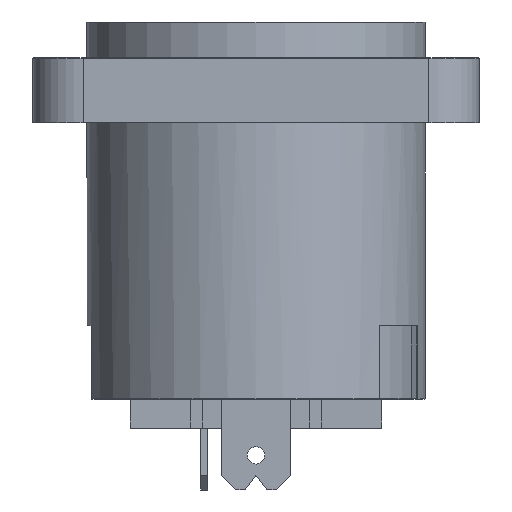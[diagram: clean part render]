
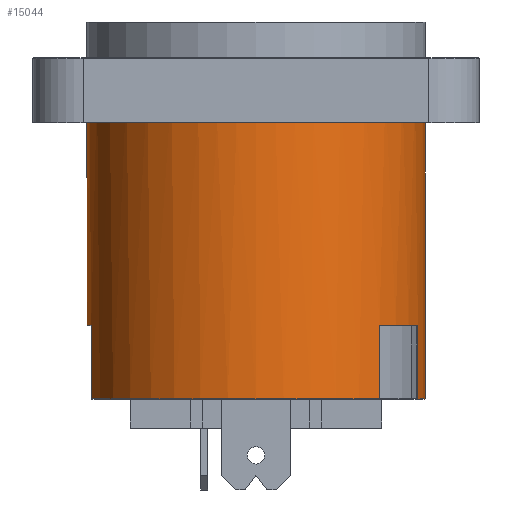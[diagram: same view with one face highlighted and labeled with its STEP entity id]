
A CAD part, left-side view. The second image highlights one B-rep face of the part: STEP entity #15044.
In plain terms, the highlighted cylindrical face has radius 11.75 mm (diameter 23.5 mm), a full revolution.
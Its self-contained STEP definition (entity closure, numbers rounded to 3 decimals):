
#469=CYLINDRICAL_SURFACE('',#16036,11.75);
#597=CIRCLE('',#16006,11.75);
#601=CIRCLE('',#16015,11.75);
#609=CIRCLE('',#16027,11.75);
#613=CIRCLE('',#16033,11.75);
#616=CIRCLE('',#16037,11.75);
#617=CIRCLE('',#16038,11.75);
#618=CIRCLE('',#16039,11.75);
#619=CIRCLE('',#16040,11.75);
#620=CIRCLE('',#16041,11.75);
#621=CIRCLE('',#16042,11.75);
#622=CIRCLE('',#16043,11.75);
#623=CIRCLE('',#16044,11.75);
#887=FACE_OUTER_BOUND('',#1716,.T.);
#1716=EDGE_LOOP('',(#9970,#9971,#9972,#9973,#9974,#9975,#9976,#9977,#9978,
#9979,#9980,#9981,#9982,#9983,#9984,#9985,#9986,#9987,#9988,#9989,#9990,
#9991,#9992,#9993));
#2592=LINE('',#20979,#4357);
#2594=LINE('',#21019,#4359);
#2601=LINE('',#21087,#4366);
#2603=LINE('',#21096,#4368);
#2604=LINE('',#21131,#4369);
#2605=LINE('',#21135,#4370);
#2606=LINE('',#21138,#4371);
#2607=LINE('',#21143,#4372);
#2608=LINE('',#21147,#4373);
#2609=LINE('',#21151,#4374);
#2610=LINE('',#21154,#4375);
#4357=VECTOR('',#17096,10.);
#4359=VECTOR('',#17106,10.);
#4366=VECTOR('',#17153,10.);
#4368=VECTOR('',#17163,10.);
#4369=VECTOR('',#17190,11.75);
#4370=VECTOR('',#17193,10.);
#4371=VECTOR('',#17196,10.);
#4372=VECTOR('',#17201,10.);
#4373=VECTOR('',#17204,10.);
#4374=VECTOR('',#17207,10.);
#4375=VECTOR('',#17210,10.);
#6122=VERTEX_POINT('',#20976);
#6123=VERTEX_POINT('',#20978);
#6125=VERTEX_POINT('',#20997);
#6129=VERTEX_POINT('',#21004);
#6136=VERTEX_POINT('',#21059);
#6138=VERTEX_POINT('',#21065);
#6142=VERTEX_POINT('',#21072);
#6145=VERTEX_POINT('',#21095);
#6148=VERTEX_POINT('',#21121);
#6150=VERTEX_POINT('',#21127);
#6151=VERTEX_POINT('',#21128);
#6152=VERTEX_POINT('',#21130);
#6153=VERTEX_POINT('',#21132);
#6154=VERTEX_POINT('',#21134);
#6155=VERTEX_POINT('',#21136);
#6156=VERTEX_POINT('',#21140);
#6157=VERTEX_POINT('',#21142);
#6158=VERTEX_POINT('',#21144);
#6159=VERTEX_POINT('',#21146);
#6160=VERTEX_POINT('',#21148);
#6161=VERTEX_POINT('',#21150);
#6162=VERTEX_POINT('',#21152);
#7615=EDGE_CURVE('',#6122,#6123,#2592,.T.);
#7622=EDGE_CURVE('',#6129,#6125,#2594,.T.);
#7626=EDGE_CURVE('',#6123,#6129,#597,.T.);
#7636=EDGE_CURVE('',#6125,#6136,#601,.T.);
#7643=EDGE_CURVE('',#6142,#6138,#2601,.T.);
#7647=EDGE_CURVE('',#6136,#6145,#2603,.T.);
#7650=EDGE_CURVE('',#6145,#6142,#609,.T.);
#7654=EDGE_CURVE('',#6138,#6148,#613,.T.);
#7657=EDGE_CURVE('',#6150,#6151,#616,.T.);
#7658=EDGE_CURVE('',#6151,#6152,#2604,.T.);
#7659=EDGE_CURVE('',#6153,#6152,#617,.T.);
#7660=EDGE_CURVE('',#6154,#6153,#2605,.T.);
#7661=EDGE_CURVE('',#6155,#6154,#618,.T.);
#7662=EDGE_CURVE('',#6148,#6155,#2606,.T.);
#7663=EDGE_CURVE('',#6152,#6122,#619,.T.);
#7664=EDGE_CURVE('',#6151,#6156,#620,.T.);
#7665=EDGE_CURVE('',#6156,#6157,#2607,.T.);
#7666=EDGE_CURVE('',#6158,#6157,#621,.T.);
#7667=EDGE_CURVE('',#6159,#6158,#2608,.T.);
#7668=EDGE_CURVE('',#6159,#6160,#622,.T.);
#7669=EDGE_CURVE('',#6160,#6161,#2609,.T.);
#7670=EDGE_CURVE('',#6162,#6161,#623,.T.);
#7671=EDGE_CURVE('',#6150,#6162,#2610,.T.);
#9970=ORIENTED_EDGE('',*,*,#7657,.T.);
#9971=ORIENTED_EDGE('',*,*,#7658,.T.);
#9972=ORIENTED_EDGE('',*,*,#7659,.F.);
#9973=ORIENTED_EDGE('',*,*,#7660,.F.);
#9974=ORIENTED_EDGE('',*,*,#7661,.F.);
#9975=ORIENTED_EDGE('',*,*,#7662,.F.);
#9976=ORIENTED_EDGE('',*,*,#7654,.F.);
#9977=ORIENTED_EDGE('',*,*,#7643,.F.);
#9978=ORIENTED_EDGE('',*,*,#7650,.F.);
#9979=ORIENTED_EDGE('',*,*,#7647,.F.);
#9980=ORIENTED_EDGE('',*,*,#7636,.F.);
#9981=ORIENTED_EDGE('',*,*,#7622,.F.);
#9982=ORIENTED_EDGE('',*,*,#7626,.F.);
#9983=ORIENTED_EDGE('',*,*,#7615,.F.);
#9984=ORIENTED_EDGE('',*,*,#7663,.F.);
#9985=ORIENTED_EDGE('',*,*,#7658,.F.);
#9986=ORIENTED_EDGE('',*,*,#7664,.T.);
#9987=ORIENTED_EDGE('',*,*,#7665,.T.);
#9988=ORIENTED_EDGE('',*,*,#7666,.F.);
#9989=ORIENTED_EDGE('',*,*,#7667,.F.);
#9990=ORIENTED_EDGE('',*,*,#7668,.T.);
#9991=ORIENTED_EDGE('',*,*,#7669,.T.);
#9992=ORIENTED_EDGE('',*,*,#7670,.F.);
#9993=ORIENTED_EDGE('',*,*,#7671,.F.);
#15044=ADVANCED_FACE('',(#887),#469,.T.);
#16006=AXIS2_PLACEMENT_3D('',#21026,#17117,#17118);
#16015=AXIS2_PLACEMENT_3D('',#21060,#17140,#17141);
#16027=AXIS2_PLACEMENT_3D('',#21114,#17168,#17169);
#16033=AXIS2_PLACEMENT_3D('',#21122,#17180,#17181);
#16036=AXIS2_PLACEMENT_3D('',#21126,#17186,#17187);
#16037=AXIS2_PLACEMENT_3D('',#21129,#17188,#17189);
#16038=AXIS2_PLACEMENT_3D('',#21133,#17191,#17192);
#16039=AXIS2_PLACEMENT_3D('',#21137,#17194,#17195);
#16040=AXIS2_PLACEMENT_3D('',#21139,#17197,#17198);
#16041=AXIS2_PLACEMENT_3D('',#21141,#17199,#17200);
#16042=AXIS2_PLACEMENT_3D('',#21145,#17202,#17203);
#16043=AXIS2_PLACEMENT_3D('',#21149,#17205,#17206);
#16044=AXIS2_PLACEMENT_3D('',#21153,#17208,#17209);
#17096=DIRECTION('',(0.,0.,1.));
#17106=DIRECTION('',(0.,0.,-1.));
#17117=DIRECTION('center_axis',(0.,0.,-1.));
#17118=DIRECTION('ref_axis',(0.,1.,0.));
#17140=DIRECTION('center_axis',(0.,0.,-1.));
#17141=DIRECTION('ref_axis',(0.966,0.259,0.));
#17153=DIRECTION('',(0.,0.,-1.));
#17163=DIRECTION('',(0.,0.,1.));
#17168=DIRECTION('center_axis',(0.,0.,-1.));
#17169=DIRECTION('ref_axis',(0.5,-0.866,0.));
#17180=DIRECTION('center_axis',(0.,0.,-1.));
#17181=DIRECTION('ref_axis',(0.,-1.,0.));
#17186=DIRECTION('center_axis',(0.,0.,1.));
#17187=DIRECTION('ref_axis',(1.,0.,0.));
#17188=DIRECTION('center_axis',(0.,0.,-1.));
#17189=DIRECTION('ref_axis',(1.,0.,0.));
#17190=DIRECTION('',(0.,0.,-1.));
#17191=DIRECTION('center_axis',(0.,0.,-1.));
#17192=DIRECTION('ref_axis',(-0.966,0.259,0.));
#17193=DIRECTION('',(0.,0.,-1.));
#17194=DIRECTION('center_axis',(0.,0.,-1.));
#17195=DIRECTION('ref_axis',(-0.5,-0.866,0.));
#17196=DIRECTION('',(0.,0.,1.));
#17197=DIRECTION('center_axis',(0.,0.,-1.));
#17198=DIRECTION('ref_axis',(-0.966,0.259,0.));
#17199=DIRECTION('center_axis',(0.,0.,-1.));
#17200=DIRECTION('ref_axis',(1.,0.,0.));
#17201=DIRECTION('',(0.,0.,1.));
#17202=DIRECTION('center_axis',(0.,0.,1.));
#17203=DIRECTION('ref_axis',(1.,0.,0.));
#17204=DIRECTION('',(0.,0.,1.));
#17205=DIRECTION('center_axis',(0.,0.,-1.));
#17206=DIRECTION('ref_axis',(1.,0.,0.));
#17207=DIRECTION('',(0.,0.,1.));
#17208=DIRECTION('center_axis',(0.,0.,1.));
#17209=DIRECTION('ref_axis',(1.,0.,0.));
#17210=DIRECTION('',(0.,0.,1.));
#20976=CARTESIAN_POINT('',(-2.661,11.445,0.05));
#20978=CARTESIAN_POINT('',(-2.661,11.445,5.15));
#20979=CARTESIAN_POINT('',(-2.661,11.445,0.));
#20997=CARTESIAN_POINT('',(2.661,11.445,0.05));
#21004=CARTESIAN_POINT('',(2.661,11.445,5.15));
#21019=CARTESIAN_POINT('',(2.661,11.445,0.));
#21026=CARTESIAN_POINT('Origin',(0.,0.,5.15));
#21059=CARTESIAN_POINT('',(8.027,-8.581,0.05));
#21060=CARTESIAN_POINT('Origin',(0.,0.,0.05));
#21065=CARTESIAN_POINT('',(3.418,-11.242,0.05));
#21072=CARTESIAN_POINT('',(3.418,-11.242,5.15));
#21087=CARTESIAN_POINT('',(3.418,-11.242,0.));
#21095=CARTESIAN_POINT('',(8.027,-8.581,5.15));
#21096=CARTESIAN_POINT('',(8.027,-8.581,0.));
#21114=CARTESIAN_POINT('Origin',(0.,0.,5.15));
#21121=CARTESIAN_POINT('',(-3.418,-11.242,0.05));
#21122=CARTESIAN_POINT('Origin',(0.,0.,0.05));
#21126=CARTESIAN_POINT('Origin',(0.,0.,0.));
#21127=CARTESIAN_POINT('',(-11.048,-4.,19.2));
#21128=CARTESIAN_POINT('',(-11.75,0.,19.2));
#21129=CARTESIAN_POINT('Origin',(0.,0.,19.2));
#21130=CARTESIAN_POINT('',(-11.75,0.,0.05));
#21131=CARTESIAN_POINT('',(-11.75,0.,0.));
#21132=CARTESIAN_POINT('',(-8.027,-8.581,0.05));
#21133=CARTESIAN_POINT('Origin',(0.,0.,0.05));
#21134=CARTESIAN_POINT('',(-8.027,-8.581,5.15));
#21135=CARTESIAN_POINT('',(-8.027,-8.581,0.));
#21136=CARTESIAN_POINT('',(-3.418,-11.242,5.15));
#21137=CARTESIAN_POINT('Origin',(0.,0.,5.15));
#21138=CARTESIAN_POINT('',(-3.418,-11.242,0.));
#21139=CARTESIAN_POINT('Origin',(0.,0.,0.05));
#21140=CARTESIAN_POINT('',(-11.048,4.,19.2));
#21141=CARTESIAN_POINT('Origin',(0.,0.,19.2));
#21142=CARTESIAN_POINT('',(-11.048,4.,21.7));
#21143=CARTESIAN_POINT('',(-11.048,4.,19.2));
#21144=CARTESIAN_POINT('',(11.048,4.,21.7));
#21145=CARTESIAN_POINT('Origin',(0.,0.,21.7));
#21146=CARTESIAN_POINT('',(11.048,4.,19.2));
#21147=CARTESIAN_POINT('',(11.048,4.,19.2));
#21148=CARTESIAN_POINT('',(11.048,-4.,19.2));
#21149=CARTESIAN_POINT('Origin',(0.,0.,19.2));
#21150=CARTESIAN_POINT('',(11.048,-4.,21.7));
#21151=CARTESIAN_POINT('',(11.048,-4.,19.2));
#21152=CARTESIAN_POINT('',(-11.048,-4.,21.7));
#21153=CARTESIAN_POINT('Origin',(0.,0.,21.7));
#21154=CARTESIAN_POINT('',(-11.048,-4.,19.2));
